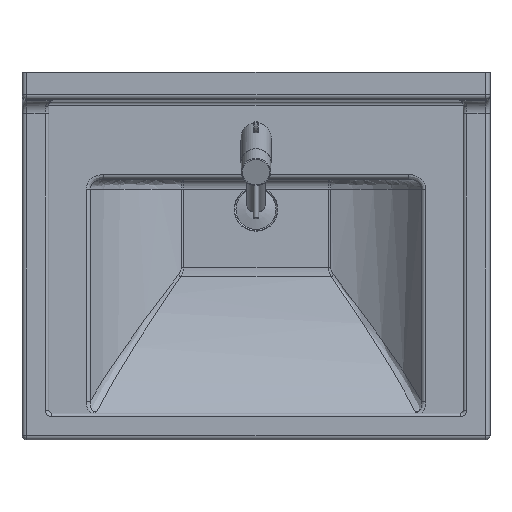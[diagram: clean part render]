
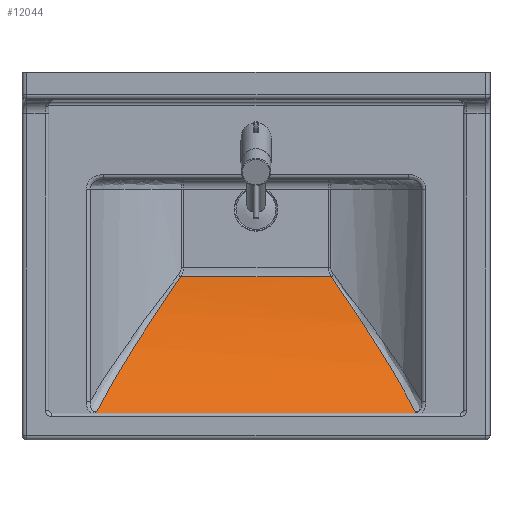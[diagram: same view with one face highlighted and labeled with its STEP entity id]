
A CAD part, top view. The second image highlights one B-rep face of the part: STEP entity #12044.
In plain terms, the highlighted cylindrical face has radius 401.646 mm (diameter 803.293 mm), a partial arc.
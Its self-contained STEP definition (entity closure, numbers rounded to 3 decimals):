
#10220=CARTESIAN_POINT('',(235.76,-477.768,150.));
#10221=VERTEX_POINT('',#10220);
#10324=CARTESIAN_POINT('',(729.036,-477.768,150.));
#10325=VERTEX_POINT('',#10324);
#10536=CARTESIAN_POINT('',(244.441,-475.773,148.154));
#10537=VERTEX_POINT('',#10536);
#10538=CARTESIAN_POINT('',(244.441,-475.773,148.154));
#10539=CARTESIAN_POINT('',(244.434,-475.776,148.157));
#10540=CARTESIAN_POINT('',(244.426,-475.779,148.16));
#10541=CARTESIAN_POINT('',(242.915,-476.468,148.793));
#10542=CARTESIAN_POINT('',(241.341,-477.021,149.306));
#10543=CARTESIAN_POINT('',(238.372,-477.631,149.872));
#10544=CARTESIAN_POINT('',(237.075,-477.768,150.));
#10545=CARTESIAN_POINT('',(235.76,-477.768,150.));
#10546=B_SPLINE_CURVE_WITH_KNOTS('',3,(#10538,#10539,#10540,#10541,#10542,#10543,#10544,#10545),.UNSPECIFIED.,.F.,.U.,(4,2,2,4),(-0.002,0.0,0.531,0.928),.UNSPECIFIED.);
#10547=EDGE_CURVE('',#10537,#10221,#10546,.T.);
#11257=CARTESIAN_POINT('',(720.355,-475.773,148.154));
#11258=VERTEX_POINT('',#11257);
#11259=CARTESIAN_POINT('',(729.036,-477.768,150.));
#11260=CARTESIAN_POINT('',(727.721,-477.768,150.));
#11261=CARTESIAN_POINT('',(726.424,-477.631,149.872));
#11262=CARTESIAN_POINT('',(723.455,-477.021,149.306));
#11263=CARTESIAN_POINT('',(721.881,-476.468,148.793));
#11264=CARTESIAN_POINT('',(720.369,-475.779,148.16));
#11265=CARTESIAN_POINT('',(720.362,-475.776,148.157));
#11266=CARTESIAN_POINT('',(720.355,-475.773,148.154));
#11267=B_SPLINE_CURVE_WITH_KNOTS('',3,(#11259,#11260,#11261,#11262,#11263,#11264,#11265,#11266),.UNSPECIFIED.,.F.,.U.,(4,2,2,4),(0.0,0.395,0.922,0.925),.UNSPECIFIED.);
#11268=EDGE_CURVE('',#11258,#10325,#11267,.F.);
#11540=CARTESIAN_POINT('',(369.897,-273.354,48.264));
#11541=VERTEX_POINT('',#11540);
#11542=CARTESIAN_POINT('',(244.441,-475.773,148.154));
#11543=CARTESIAN_POINT('',(248.545,-467.371,140.432));
#11544=CARTESIAN_POINT('',(255.365,-454.263,129.389));
#11545=CARTESIAN_POINT('',(264.166,-438.459,117.688));
#11546=CARTESIAN_POINT('',(269.503,-429.142,111.237));
#11547=CARTESIAN_POINT('',(273.602,-422.107,106.583));
#11548=CARTESIAN_POINT('',(277.787,-415.035,102.114));
#11549=CARTESIAN_POINT('',(283.493,-405.527,96.378));
#11550=CARTESIAN_POINT('',(293.789,-388.698,86.927));
#11551=CARTESIAN_POINT('',(315.49,-354.368,70.343));
#11552=CARTESIAN_POINT('',(342.231,-313.985,56.595));
#11553=CARTESIAN_POINT('',(362.951,-283.495,50.042));
#11554=CARTESIAN_POINT('',(369.897,-273.354,48.264));
#11555=B_SPLINE_CURVE_WITH_KNOTS('',3,(#11542,#11543,#11544,#11545,#11546,#11547,#11548,#11549,#11550,#11551,#11552,#11553,#11554),.UNSPECIFIED.,.F.,.U.,(4,1,1,1,1,1,1,1,1,1,4),(-25.293,-21.785,-19.969,-19.062,-18.154,-17.246,-16.339,-14.523,-10.892,-3.631,0.0),.UNSPECIFIED.);
#11556=EDGE_CURVE('',#10537,#11541,#11555,.T.);
#11734=CARTESIAN_POINT('',(594.898,-273.354,48.264));
#11735=VERTEX_POINT('',#11734);
#11882=CARTESIAN_POINT('',(594.898,-273.354,48.264));
#11883=CARTESIAN_POINT('',(601.846,-283.496,50.042));
#11884=CARTESIAN_POINT('',(622.568,-313.99,56.596));
#11885=CARTESIAN_POINT('',(649.312,-354.378,70.346));
#11886=CARTESIAN_POINT('',(671.015,-388.711,86.934));
#11887=CARTESIAN_POINT('',(681.312,-405.541,96.386));
#11888=CARTESIAN_POINT('',(687.019,-415.051,102.123));
#11889=CARTESIAN_POINT('',(691.203,-422.123,106.593));
#11890=CARTESIAN_POINT('',(695.303,-429.16,111.249));
#11891=CARTESIAN_POINT('',(700.641,-438.478,117.702));
#11892=CARTESIAN_POINT('',(709.438,-454.277,129.4));
#11893=CARTESIAN_POINT('',(716.254,-467.378,140.438));
#11894=CARTESIAN_POINT('',(720.355,-475.773,148.154));
#11895=B_SPLINE_CURVE_WITH_KNOTS('',3,(#11882,#11883,#11884,#11885,#11886,#11887,#11888,#11889,#11890,#11891,#11892,#11893,#11894),.UNSPECIFIED.,.F.,.U.,(4,1,1,1,1,1,1,1,1,1,4),(-27.522,-23.891,-16.628,-12.997,-11.181,-10.273,-9.365,-8.458,-7.55,-5.734,-2.229),.UNSPECIFIED.);
#11896=EDGE_CURVE('',#11735,#11258,#11895,.T.);
#11938=CARTESIAN_POINT('',(369.897,-273.354,48.264));
#11939=DIRECTION('',(1.0,0.0,0.0));
#11940=VECTOR('',#11939,225.001);
#11941=LINE('',#11938,#11940);
#11942=EDGE_CURVE('',#11541,#11735,#11941,.T.);
#12026=CARTESIAN_POINT('',(482.398,-203.984,443.875));
#12027=DIRECTION('',(-1.0,0.0,0.0));
#12028=DIRECTION('',(0.0,-0.682,-0.732));
#12029=AXIS2_PLACEMENT_3D('',#12026,#12027,#12028);
#12030=CYLINDRICAL_SURFACE('',#12029,401.646);
#12031=ORIENTED_EDGE('',*,*,#11896,.F.);
#12032=ORIENTED_EDGE('',*,*,#11942,.F.);
#12033=ORIENTED_EDGE('',*,*,#11556,.F.);
#12034=ORIENTED_EDGE('',*,*,#10547,.T.);
#12035=CARTESIAN_POINT('',(235.76,-477.768,150.));
#12036=DIRECTION('',(1.0,0.0,0.0));
#12037=VECTOR('',#12036,493.276);
#12038=LINE('',#12035,#12037);
#12039=EDGE_CURVE('',#10221,#10325,#12038,.T.);
#12040=ORIENTED_EDGE('',*,*,#12039,.T.);
#12041=ORIENTED_EDGE('',*,*,#11268,.F.);
#12042=EDGE_LOOP('',(#12031,#12032,#12033,#12034,#12040,#12041));
#12043=FACE_OUTER_BOUND('',#12042,.T.);
#12044=ADVANCED_FACE('',(#12043),#12030,.F.);
